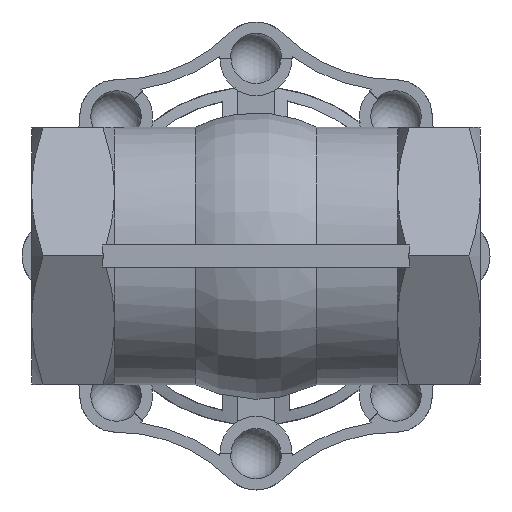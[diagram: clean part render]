
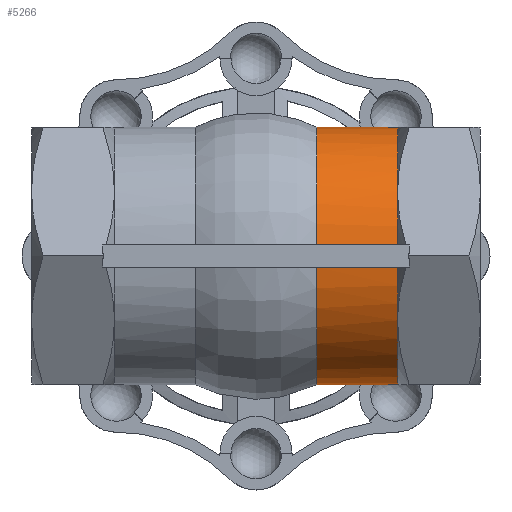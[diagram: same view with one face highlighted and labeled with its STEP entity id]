
A CAD part, front view. The second image highlights one B-rep face of the part: STEP entity #5266.
In plain terms, the highlighted cylindrical face has radius 17.5 mm (diameter 35 mm), a partial arc.
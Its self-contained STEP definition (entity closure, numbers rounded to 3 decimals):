
#177=CYLINDRICAL_SURFACE('',#5859,17.5);
#382=B_SPLINE_CURVE_WITH_KNOTS('',3,(#10848,#10849,#10850,#10851,#10852,
#10853,#10854,#10855,#10856,#10857,#10858,#10859,#10860),.UNSPECIFIED.,
 .F.,.F.,(4,1,1,1,1,1,1,1,1,1,4),(-0.018,-0.013,
-0.009,-0.007,-0.004,-0.002,
0.,0.004,0.009,0.013,
0.018),.UNSPECIFIED.);
#391=LINE('',#7359,#678);
#403=LINE('',#7389,#690);
#678=VECTOR('',#5901,1000.);
#690=VECTOR('',#5925,1000.);
#984=CIRCLE('',#5338,17.5);
#1257=CIRCLE('',#5805,17.5);
#1258=CIRCLE('',#5808,17.5);
#1259=CIRCLE('',#5810,17.5);
#1260=CIRCLE('',#5812,17.5);
#1262=CIRCLE('',#5815,17.5);
#1265=CIRCLE('',#5821,17.5);
#1266=CIRCLE('',#5823,17.5);
#1267=CIRCLE('',#5827,17.5);
#2844=ORIENTED_EDGE('',*,*,#3673,.F.);
#2845=ORIENTED_EDGE('',*,*,#2991,.T.);
#2846=ORIENTED_EDGE('',*,*,#2903,.F.);
#2847=ORIENTED_EDGE('',*,*,#3669,.F.);
#2848=ORIENTED_EDGE('',*,*,#3660,.F.);
#2849=ORIENTED_EDGE('',*,*,#3663,.F.);
#2850=ORIENTED_EDGE('',*,*,#3671,.F.);
#2851=ORIENTED_EDGE('',*,*,#3662,.F.);
#2852=ORIENTED_EDGE('',*,*,#3661,.F.);
#2853=ORIENTED_EDGE('',*,*,#3670,.F.);
#2854=ORIENTED_EDGE('',*,*,#2888,.F.);
#2855=ORIENTED_EDGE('',*,*,#3666,.T.);
#2888=EDGE_CURVE('',#3689,#3690,#391,.T.);
#2903=EDGE_CURVE('',#3701,#3702,#403,.T.);
#2991=EDGE_CURVE('',#3759,#3702,#984,.T.);
#3660=EDGE_CURVE('',#3711,#3718,#1257,.T.);
#3661=EDGE_CURVE('',#3719,#3723,#1258,.T.);
#3662=EDGE_CURVE('',#3723,#3727,#1259,.T.);
#3663=EDGE_CURVE('',#3731,#3711,#1260,.T.);
#3666=EDGE_CURVE('',#3689,#4198,#1262,.T.);
#3669=EDGE_CURVE('',#3718,#3701,#1265,.T.);
#3670=EDGE_CURVE('',#3690,#3719,#1266,.T.);
#3671=EDGE_CURVE('',#3727,#3731,#1267,.T.);
#3673=EDGE_CURVE('',#3759,#4198,#382,.T.);
#3689=VERTEX_POINT('',#7358);
#3690=VERTEX_POINT('',#7360);
#3701=VERTEX_POINT('',#7388);
#3702=VERTEX_POINT('',#7390);
#3711=VERTEX_POINT('',#7422);
#3718=VERTEX_POINT('',#7460);
#3719=VERTEX_POINT('',#7470);
#3723=VERTEX_POINT('',#7496);
#3727=VERTEX_POINT('',#7518);
#3731=VERTEX_POINT('',#7540);
#3759=VERTEX_POINT('',#7708);
#4198=VERTEX_POINT('',#10812);
#4520=EDGE_LOOP('',(#2844,#2845,#2846,#2847,#2848,#2849,#2850,#2851,#2852,
#2853,#2854,#2855));
#4845=FACE_BOUND('',#4520,.T.);
#5266=ADVANCED_FACE('',(#4845),#177,.T.);
#5338=AXIS2_PLACEMENT_3D('',#7707,#6013,#6014);
#5805=AXIS2_PLACEMENT_3D('',#10795,#7196,#7197);
#5808=AXIS2_PLACEMENT_3D('',#10798,#7202,#7203);
#5810=AXIS2_PLACEMENT_3D('',#10800,#7206,#7207);
#5812=AXIS2_PLACEMENT_3D('',#10802,#7210,#7211);
#5815=AXIS2_PLACEMENT_3D('',#10813,#7216,#7217);
#5821=AXIS2_PLACEMENT_3D('',#10819,#7228,#7229);
#5823=AXIS2_PLACEMENT_3D('',#10821,#7232,#7233);
#5827=AXIS2_PLACEMENT_3D('',#10825,#7240,#7241);
#5859=AXIS2_PLACEMENT_3D('',#10883,#7304,#7305);
#5901=DIRECTION('',(1.,0.,0.));
#5925=DIRECTION('',(-1.,0.,0.));
#6013=DIRECTION('',(1.,0.,0.));
#6014=DIRECTION('',(0.,1.,0.));
#7196=DIRECTION('',(1.,0.,0.));
#7197=DIRECTION('',(0.,1.,0.));
#7202=DIRECTION('',(1.,0.,0.));
#7203=DIRECTION('',(0.,1.,0.));
#7206=DIRECTION('',(1.,0.,0.));
#7207=DIRECTION('',(0.,1.,0.));
#7210=DIRECTION('',(1.,0.,0.));
#7211=DIRECTION('',(0.,1.,0.));
#7216=DIRECTION('',(1.,0.,0.));
#7217=DIRECTION('',(0.,1.,0.));
#7228=DIRECTION('',(1.,0.,0.));
#7229=DIRECTION('',(0.,1.,0.));
#7232=DIRECTION('',(1.,0.,0.));
#7233=DIRECTION('',(0.,1.,0.));
#7240=DIRECTION('',(1.,0.,0.));
#7241=DIRECTION('',(0.,1.,0.));
#7304=DIRECTION('',(1.,0.,0.));
#7305=DIRECTION('',(0.,1.,0.));
#7358=CARTESIAN_POINT('',(8.246,-17.436,-1.5));
#7359=CARTESIAN_POINT('',(0.,-17.436,-1.5));
#7360=CARTESIAN_POINT('',(19.25,-17.436,-1.5));
#7388=CARTESIAN_POINT('',(19.25,-17.436,1.5));
#7389=CARTESIAN_POINT('',(0.,-17.436,1.5));
#7390=CARTESIAN_POINT('',(8.246,-17.436,1.5));
#7422=CARTESIAN_POINT('',(19.25,0.,17.5));
#7460=CARTESIAN_POINT('',(19.25,-15.155,8.75));
#7470=CARTESIAN_POINT('',(19.25,-15.155,-8.75));
#7496=CARTESIAN_POINT('',(19.25,0.,-17.5));
#7518=CARTESIAN_POINT('',(19.25,15.155,-8.75));
#7540=CARTESIAN_POINT('',(19.25,15.155,8.75));
#7707=CARTESIAN_POINT('',(8.246,0.,0.));
#7708=CARTESIAN_POINT('',(8.246,10.874,13.711));
#10795=CARTESIAN_POINT('',(19.25,0.,0.));
#10798=CARTESIAN_POINT('',(19.25,0.,0.));
#10800=CARTESIAN_POINT('',(19.25,0.,0.));
#10802=CARTESIAN_POINT('',(19.25,0.,0.));
#10812=CARTESIAN_POINT('',(8.246,10.874,-13.711));
#10813=CARTESIAN_POINT('',(8.246,0.,0.));
#10819=CARTESIAN_POINT('',(19.25,0.,0.));
#10821=CARTESIAN_POINT('',(19.25,0.,0.));
#10825=CARTESIAN_POINT('',(19.25,0.,0.));
#10848=CARTESIAN_POINT('',(8.246,10.874,13.711));
#10849=CARTESIAN_POINT('',(9.331,11.697,13.059));
#10850=CARTESIAN_POINT('',(11.309,13.323,11.534));
#10851=CARTESIAN_POINT('',(13.397,15.151,8.932));
#10852=CARTESIAN_POINT('',(14.679,16.299,6.484));
#10853=CARTESIAN_POINT('',(15.424,16.975,4.437));
#10854=CARTESIAN_POINT('',(15.889,17.399,2.283));
#10855=CARTESIAN_POINT('',(16.109,17.6,-0.767));
#10856=CARTESIAN_POINT('',(15.568,17.103,-4.489));
#10857=CARTESIAN_POINT('',(13.812,15.515,-8.418));
#10858=CARTESIAN_POINT('',(11.342,13.351,-11.5));
#10859=CARTESIAN_POINT('',(9.332,11.697,-13.059));
#10860=CARTESIAN_POINT('',(8.246,10.874,-13.711));
#10883=CARTESIAN_POINT('',(0.,0.,0.));
